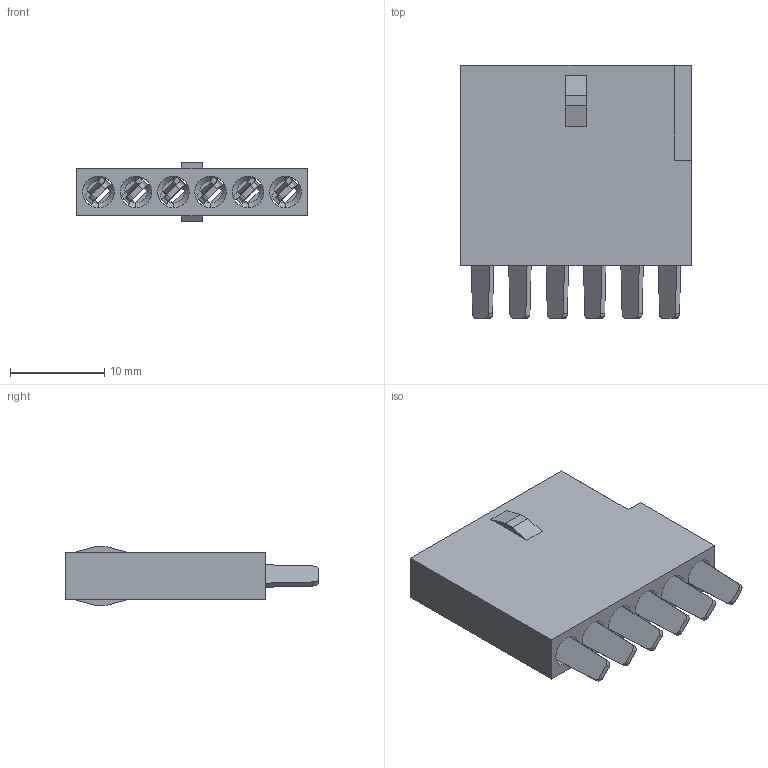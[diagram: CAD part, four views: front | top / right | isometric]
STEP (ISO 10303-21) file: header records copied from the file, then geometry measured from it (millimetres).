
FILE_DESCRIPTION (( 'STEP AP203' ), '1' );
FILE_NAME ('556-006-501-101.STEP', '2020-03-13T15:12:45', ( '' ), ( '' ), 'SwSTEP 2.0', 'SolidWorks 2016', '' );
FILE_SCHEMA (( 'CONFIG_CONTROL_DESIGN' ));
Length unit declared in the file: millimetre
Products named in the file (3): 516-292-001_501 Contact; 556-006-501-101; 556-210-001_556-006-000-101
Assembly tree (7 placements, depth 2):
  556-006-501-101
    556-210-001_556-006-000-101
    516-292-001_501 Contact  x6
Bounding box: 24.46 x 26.81 x 6.22 mm (x, y, z)
Volume: 1935.9 mm3; surface area: 3997.6 mm2
Topology: 7 solids, 7 shells, 608 faces, 1752 edges, 1160 vertices
Faces by surface type: plane 374, cylinder 186, bspline 36, cone 12
Entity records: 8842 total; most frequent: CARTESIAN_POINT 1941, ORIENTED_EDGE 1424, DIRECTION 1272, EDGE_CURVE 712, VERTEX_POINT 470, VECTOR 444, LINE 444, AXIS2_PLACEMENT_3D 414
